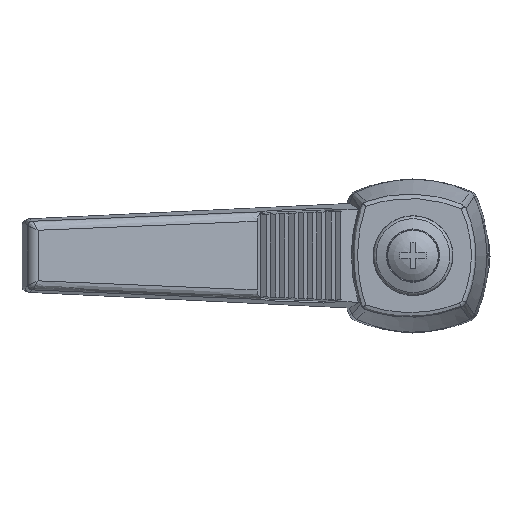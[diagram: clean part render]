
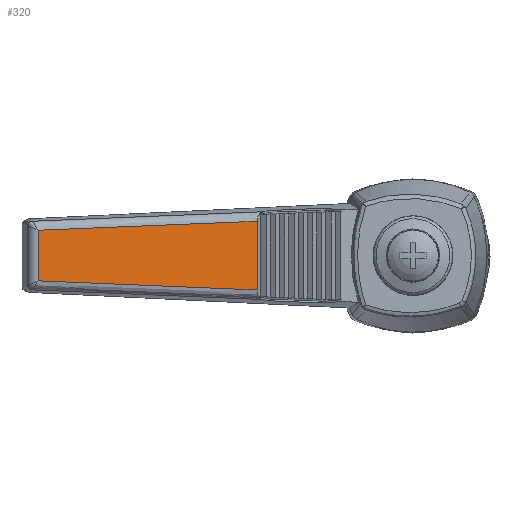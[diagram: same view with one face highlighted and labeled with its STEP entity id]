
A CAD part, top view. The second image highlights one B-rep face of the part: STEP entity #320.
In plain terms, the highlighted planar face has unit normal (0.161, 0, 0.987).
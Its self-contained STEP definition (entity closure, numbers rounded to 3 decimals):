
#320 = ADVANCED_FACE( '', ( #734 ), #735, .T. );
#734 = FACE_OUTER_BOUND( '', #2126, .T. );
#735 = PLANE( '', #2127 );
#2126 = EDGE_LOOP( '', ( #4266, #4267, #4268, #4269 ) );
#2127 = AXIS2_PLACEMENT_3D( '', #4270, #4271, #4272 );
#4266 = ORIENTED_EDGE( '', *, *, #5193, .T. );
#4267 = ORIENTED_EDGE( '', *, *, #5194, .T. );
#4268 = ORIENTED_EDGE( '', *, *, #5195, .T. );
#4269 = ORIENTED_EDGE( '', *, *, #5196, .T. );
#4270 = CARTESIAN_POINT( '', ( -3.654, 5.09, 18.725 ) );
#4271 = DIRECTION( '', ( 0.161, 0., 0.987 ) );
#4272 = DIRECTION( '', ( 0.987, 0., -0.161 ) );
#5193 = EDGE_CURVE( '', #5872, #5873, #5874, .T. );
#5194 = EDGE_CURVE( '', #5873, #5875, #5876, .T. );
#5195 = EDGE_CURVE( '', #5875, #5686, #5877, .F. );
#5196 = EDGE_CURVE( '', #5686, #5872, #5878, .T. );
#5686 = VERTEX_POINT( '', #6976 );
#5872 = VERTEX_POINT( '', #7643 );
#5873 = VERTEX_POINT( '', #7644 );
#5874 = LINE( '', #7645, #7646 );
#5875 = VERTEX_POINT( '', #7647 );
#5876 = B_SPLINE_CURVE_WITH_KNOTS( '', 3, ( #7648, #7649, #7650, #7651, #7652, #7653 ), .UNSPECIFIED., .F., .F., ( 4, 2, 4 ), ( 0., 0.012, 0.024 ), .UNSPECIFIED. );
#5877 = LINE( '', #7654, #7655 );
#5878 = B_SPLINE_CURVE_WITH_KNOTS( '', 3, ( #7656, #7657, #7658, #7659, #7660, #7661 ), .UNSPECIFIED., .F., .F., ( 4, 2, 4 ), ( 0., 0.012, 0.024 ), .UNSPECIFIED. );
#6976 = CARTESIAN_POINT( '', ( -40.163, -2.712, 24.693 ) );
#7643 = CARTESIAN_POINT( '', ( -16.706, -3.678, 20.859 ) );
#7644 = CARTESIAN_POINT( '', ( -16.706, 3.678, 20.859 ) );
#7645 = CARTESIAN_POINT( '', ( -16.706, 5.09, 20.859 ) );
#7646 = VECTOR( '', #8652, 1000. );
#7647 = CARTESIAN_POINT( '', ( -40.163, 2.712, 24.693 ) );
#7648 = CARTESIAN_POINT( '', ( -16.706, 3.678, 20.859 ) );
#7649 = CARTESIAN_POINT( '', ( -20.616, 3.516, 21.498 ) );
#7650 = CARTESIAN_POINT( '', ( -24.525, 3.355, 22.137 ) );
#7651 = CARTESIAN_POINT( '', ( -32.344, 3.033, 23.415 ) );
#7652 = CARTESIAN_POINT( '', ( -36.254, 2.872, 24.054 ) );
#7653 = CARTESIAN_POINT( '', ( -40.163, 2.712, 24.693 ) );
#7654 = CARTESIAN_POINT( '', ( -40.163, -3.527, 24.693 ) );
#7655 = VECTOR( '', #8653, 1000. );
#7656 = CARTESIAN_POINT( '', ( -40.163, -2.712, 24.693 ) );
#7657 = CARTESIAN_POINT( '', ( -36.254, -2.872, 24.054 ) );
#7658 = CARTESIAN_POINT( '', ( -32.344, -3.033, 23.415 ) );
#7659 = CARTESIAN_POINT( '', ( -24.525, -3.355, 22.137 ) );
#7660 = CARTESIAN_POINT( '', ( -20.616, -3.516, 21.498 ) );
#7661 = CARTESIAN_POINT( '', ( -16.706, -3.678, 20.859 ) );
#8652 = DIRECTION( '', ( 0., 1., 0. ) );
#8653 = DIRECTION( '', ( 0., 1., 0. ) );
